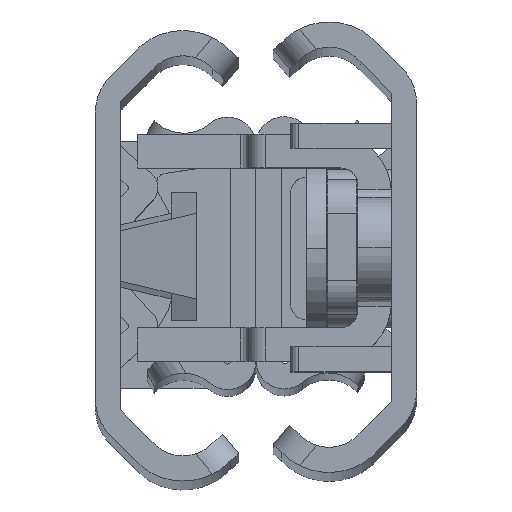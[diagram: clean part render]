
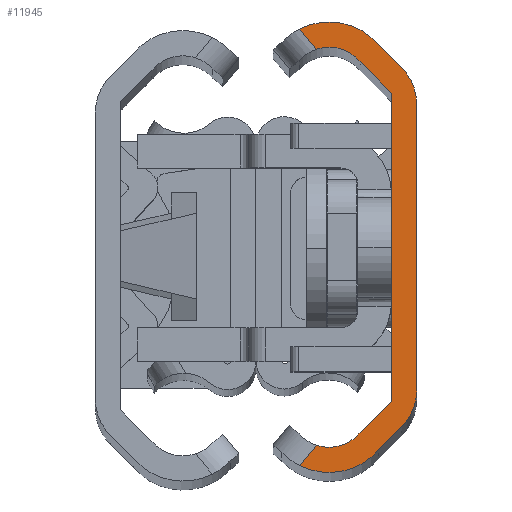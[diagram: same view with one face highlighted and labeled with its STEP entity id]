
A CAD part, top view. The second image highlights one B-rep face of the part: STEP entity #11945.
In plain terms, the highlighted planar face has unit normal (0, 0, 1).
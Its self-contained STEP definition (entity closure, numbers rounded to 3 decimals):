
#50 = VERTEX_POINT ( 'NONE', #10433 ) ;
#77 = CIRCLE ( 'NONE', #7492, 3.88 ) ;
#121 = DIRECTION ( 'NONE',  ( 0., 0., 1. ) ) ;
#305 = VERTEX_POINT ( 'NONE', #8848 ) ;
#316 = ORIENTED_EDGE ( 'NONE', *, *, #7731, .T. ) ;
#369 = CARTESIAN_POINT ( 'NONE',  ( 5.454, -12.981, 0. ) ) ;
#379 = LINE ( 'NONE', #8482, #12053 ) ;
#543 = VERTEX_POINT ( 'NONE', #12274 ) ;
#706 = LINE ( 'NONE', #5737, #13040 ) ;
#850 = DIRECTION ( 'NONE',  ( 0., -1., 0. ) ) ;
#995 = CARTESIAN_POINT ( 'NONE',  ( 3.7, 9.52, 0. ) ) ;
#1001 = VERTEX_POINT ( 'NONE', #12322 ) ;
#1015 = EDGE_CURVE ( 'NONE', #10400, #1001, #2100, .T. ) ;
#1200 = DIRECTION ( 'NONE',  ( 1., 0., 0. ) ) ;
#1293 = VECTOR ( 'NONE', #2999, 1000. ) ;
#1400 = LINE ( 'NONE', #6369, #5492 ) ;
#1470 = CARTESIAN_POINT ( 'NONE',  ( 1.638, -8.432, 0. ) ) ;
#1523 = DIRECTION ( 'NONE',  ( 0., 0., 1. ) ) ;
#1717 = AXIS2_PLACEMENT_3D ( 'NONE', #8609, #12636, #6799 ) ;
#1722 = ORIENTED_EDGE ( 'NONE', *, *, #5646, .T. ) ;
#1728 = EDGE_CURVE ( 'NONE', #9102, #7588, #1400, .T. ) ;
#1913 = CARTESIAN_POINT ( 'NONE',  ( -1.5, -8.548, 0. ) ) ;
#2054 = DIRECTION ( 'NONE',  ( 0., 0., -1. ) ) ;
#2100 = CIRCLE ( 'NONE', #11430, 2.38 ) ;
#2246 = ORIENTED_EDGE ( 'NONE', *, *, #7816, .T. ) ;
#2374 = DIRECTION ( 'NONE',  ( 1., 0., 0. ) ) ;
#2485 = ORIENTED_EDGE ( 'NONE', *, *, #11504, .T. ) ;
#2999 = DIRECTION ( 'NONE',  ( -0.707, -0.707, 0. ) ) ;
#3315 = EDGE_CURVE ( 'NONE', #50, #7037, #379, .T. ) ;
#3500 = DIRECTION ( 'NONE',  ( 0., 0., 1. ) ) ;
#3507 = DIRECTION ( 'NONE',  ( 0.643, 0.766, 0. ) ) ;
#3541 = AXIS2_PLACEMENT_3D ( 'NONE', #7647, #12619, #10712 ) ;
#3672 = DIRECTION ( 'NONE',  ( -0.643, 0.766, 0. ) ) ;
#3682 = PLANE ( 'NONE',  #3541 ) ;
#3800 = ORIENTED_EDGE ( 'NONE', *, *, #1728, .T. ) ;
#3805 = CARTESIAN_POINT ( 'NONE',  ( 0.752, 12.042, 0. ) ) ;
#3886 = CARTESIAN_POINT ( 'NONE',  ( 1.859, 11.028, 0. ) ) ;
#3952 = LINE ( 'NONE', #3886, #4786 ) ;
#4113 = VERTEX_POINT ( 'NONE', #3805 ) ;
#4136 = EDGE_CURVE ( 'NONE', #4113, #11941, #5851, .T. ) ;
#4230 = DIRECTION ( 'NONE',  ( 0., 0., -1. ) ) ;
#4257 = AXIS2_PLACEMENT_3D ( 'NONE', #995, #2054, #7215 ) ;
#4319 = AXIS2_PLACEMENT_3D ( 'NONE', #5351, #3500, #2374 ) ;
#4654 = VERTEX_POINT ( 'NONE', #7460 ) ;
#4750 = EDGE_CURVE ( 'NONE', #305, #50, #9980, .T. ) ;
#4782 = EDGE_CURVE ( 'NONE', #7037, #4113, #7419, .T. ) ;
#4786 = VECTOR ( 'NONE', #4802, 1000. ) ;
#4802 = DIRECTION ( 'NONE',  ( 0.707, 0.707, 0. ) ) ;
#5147 = CARTESIAN_POINT ( 'NONE',  ( 0.752, -12.042, 0. ) ) ;
#5351 = CARTESIAN_POINT ( 'NONE',  ( 1.5, -8.548, 0. ) ) ;
#5480 = ORIENTED_EDGE ( 'NONE', *, *, #4782, .T. ) ;
#5492 = VECTOR ( 'NONE', #8433, 1000. ) ;
#5592 = CARTESIAN_POINT ( 'NONE',  ( -0.621, 10.669, 0. ) ) ;
#5646 = EDGE_CURVE ( 'NONE', #11303, #10400, #10558, .T. ) ;
#5737 = CARTESIAN_POINT ( 'NONE',  ( 1.859, -11.028, 0. ) ) ;
#5851 = LINE ( 'NONE', #12084, #1293 ) ;
#6369 = CARTESIAN_POINT ( 'NONE',  ( -0.621, -10.669, 0. ) ) ;
#6669 = CIRCLE ( 'NONE', #11966, 3. ) ;
#6747 = DIRECTION ( 'NONE',  ( 1., 0., 0. ) ) ;
#6799 = DIRECTION ( 'NONE',  ( 1., 0., 0. ) ) ;
#6882 = ORIENTED_EDGE ( 'NONE', *, *, #11463, .T. ) ;
#7037 = VERTEX_POINT ( 'NONE', #11884 ) ;
#7204 = CARTESIAN_POINT ( 'NONE',  ( 0., 9.169, 0. ) ) ;
#7215 = DIRECTION ( 'NONE',  ( 1., 0., 0. ) ) ;
#7419 = CIRCLE ( 'NONE', #1717, 3.88 ) ;
#7449 = VECTOR ( 'NONE', #3672, 1000. ) ;
#7460 = CARTESIAN_POINT ( 'NONE',  ( 0., 9.169, 0. ) ) ;
#7475 = EDGE_CURVE ( 'NONE', #543, #9914, #10806, .T. ) ;
#7492 = AXIS2_PLACEMENT_3D ( 'NONE', #8287, #121, #1200 ) ;
#7588 = VERTEX_POINT ( 'NONE', #5147 ) ;
#7647 = CARTESIAN_POINT ( 'NONE',  ( 1.5, -8.548, 0. ) ) ;
#7731 = EDGE_CURVE ( 'NONE', #11665, #4654, #11336, .T. ) ;
#7816 = EDGE_CURVE ( 'NONE', #9914, #9102, #9207, .T. ) ;
#8073 = ORIENTED_EDGE ( 'NONE', *, *, #9789, .T. ) ;
#8134 = ORIENTED_EDGE ( 'NONE', *, *, #9595, .T. ) ;
#8278 = DIRECTION ( 'NONE',  ( 1., 0., 0. ) ) ;
#8287 = CARTESIAN_POINT ( 'NONE',  ( 3.7, -9.52, 0. ) ) ;
#8433 = DIRECTION ( 'NONE',  ( 0.707, -0.707, 0. ) ) ;
#8482 = CARTESIAN_POINT ( 'NONE',  ( -6.78, -1.6, 0. ) ) ;
#8609 = CARTESIAN_POINT ( 'NONE',  ( 3.7, 9.52, 0. ) ) ;
#8726 = FACE_OUTER_BOUND ( 'NONE', #10111, .T. ) ;
#8788 = VECTOR ( 'NONE', #9151, 1000. ) ;
#8848 = CARTESIAN_POINT ( 'NONE',  ( 1.859, 11.028, 0. ) ) ;
#8954 = ORIENTED_EDGE ( 'NONE', *, *, #4750, .T. ) ;
#8980 = CARTESIAN_POINT ( 'NONE',  ( -0.621, -10.669, 0. ) ) ;
#9102 = VERTEX_POINT ( 'NONE', #8980 ) ;
#9151 = DIRECTION ( 'NONE',  ( 0., 1., 0. ) ) ;
#9207 = CIRCLE ( 'NONE', #4319, 3. ) ;
#9331 = CARTESIAN_POINT ( 'NONE',  ( 4.446, -11.78, 0. ) ) ;
#9452 = ORIENTED_EDGE ( 'NONE', *, *, #1015, .T. ) ;
#9591 = ORIENTED_EDGE ( 'NONE', *, *, #3315, .T. ) ;
#9595 = EDGE_CURVE ( 'NONE', #7588, #11303, #77, .T. ) ;
#9789 = EDGE_CURVE ( 'NONE', #11941, #543, #6669, .T. ) ;
#9802 = DIRECTION ( 'NONE',  ( -0.707, 0.707, 0. ) ) ;
#9914 = VERTEX_POINT ( 'NONE', #10067 ) ;
#9980 = CIRCLE ( 'NONE', #4257, 2.38 ) ;
#10066 = ORIENTED_EDGE ( 'NONE', *, *, #4136, .T. ) ;
#10067 = CARTESIAN_POINT ( 'NONE',  ( -1.5, -8.548, 0. ) ) ;
#10111 = EDGE_LOOP ( 'NONE', ( #8134, #1722, #9452, #6882, #316, #2485, #8954, #9591, #5480, #10066, #8073, #11918, #2246, #3800 ) ) ;
#10333 = CARTESIAN_POINT ( 'NONE',  ( 3.7, -9.52, 0. ) ) ;
#10400 = VERTEX_POINT ( 'NONE', #9331 ) ;
#10433 = CARTESIAN_POINT ( 'NONE',  ( 4.446, 11.78, 0. ) ) ;
#10558 = LINE ( 'NONE', #1470, #7449 ) ;
#10672 = VECTOR ( 'NONE', #850, 1000. ) ;
#10677 = CARTESIAN_POINT ( 'NONE',  ( 1.5, 8.548, 0. ) ) ;
#10712 = DIRECTION ( 'NONE',  ( 1., 0., 0. ) ) ;
#10806 = LINE ( 'NONE', #1913, #10672 ) ;
#11303 = VERTEX_POINT ( 'NONE', #369 ) ;
#11317 = CARTESIAN_POINT ( 'NONE',  ( 0., -9.169, 0. ) ) ;
#11336 = LINE ( 'NONE', #7204, #8788 ) ;
#11430 = AXIS2_PLACEMENT_3D ( 'NONE', #10333, #4230, #8278 ) ;
#11463 = EDGE_CURVE ( 'NONE', #1001, #11665, #706, .T. ) ;
#11504 = EDGE_CURVE ( 'NONE', #4654, #305, #3952, .T. ) ;
#11665 = VERTEX_POINT ( 'NONE', #11317 ) ;
#11884 = CARTESIAN_POINT ( 'NONE',  ( 5.454, 12.981, 0. ) ) ;
#11918 = ORIENTED_EDGE ( 'NONE', *, *, #7475, .T. ) ;
#11941 = VERTEX_POINT ( 'NONE', #5592 ) ;
#11945 = ADVANCED_FACE ( 'NONE', ( #8726 ), #3682, .T. ) ;
#11966 = AXIS2_PLACEMENT_3D ( 'NONE', #10677, #1523, #6747 ) ;
#12053 = VECTOR ( 'NONE', #3507, 1000. ) ;
#12084 = CARTESIAN_POINT ( 'NONE',  ( -0.621, 10.669, 0. ) ) ;
#12274 = CARTESIAN_POINT ( 'NONE',  ( -1.5, 8.548, 0. ) ) ;
#12322 = CARTESIAN_POINT ( 'NONE',  ( 1.859, -11.028, 0. ) ) ;
#12619 = DIRECTION ( 'NONE',  ( 0., 0., 1. ) ) ;
#12636 = DIRECTION ( 'NONE',  ( 0., 0., 1. ) ) ;
#13040 = VECTOR ( 'NONE', #9802, 1000. ) ;
